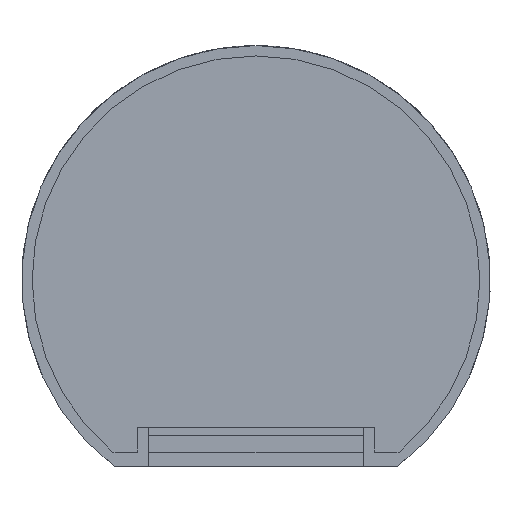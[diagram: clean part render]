
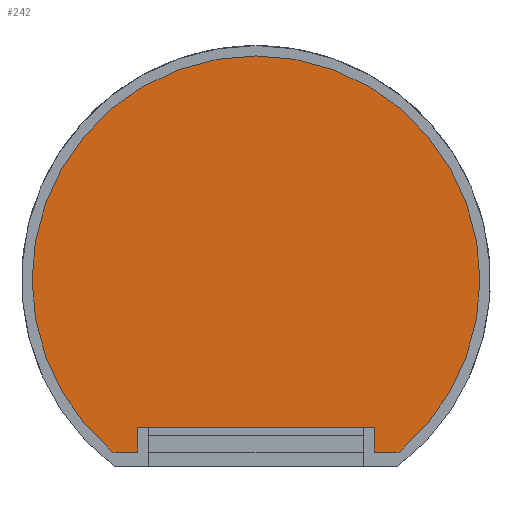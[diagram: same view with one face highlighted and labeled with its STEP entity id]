
A CAD part, front view. The second image highlights one B-rep face of the part: STEP entity #242.
In plain terms, the highlighted planar face has unit normal (0, -1, 0).
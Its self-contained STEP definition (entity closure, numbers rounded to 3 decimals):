
#32=CARTESIAN_POINT('',(11.4,-285.,-14.215));
#33=VERTEX_POINT('',#32);
#34=CARTESIAN_POINT('',(-11.4,-285.,-14.215));
#35=VERTEX_POINT('',#34);
#36=CARTESIAN_POINT('',(11.4,-285.,-14.215));
#37=DIRECTION('',(-1.,0.,0.));
#38=VECTOR('',#37,22.8);
#39=LINE('',#36,#38);
#40=EDGE_CURVE('',#33,#35,#39,.T.);
#72=CARTESIAN_POINT('',(11.4,-285.,-16.615));
#73=VERTEX_POINT('',#72);
#74=CARTESIAN_POINT('',(11.4,-285.,-14.215));
#75=DIRECTION('',(0.,0.,-1.));
#76=VECTOR('',#75,2.4);
#77=LINE('',#74,#76);
#78=EDGE_CURVE('',#33,#73,#77,.T.);
#103=CARTESIAN_POINT('',(13.802,-285.,-16.615));
#104=VERTEX_POINT('',#103);
#105=CARTESIAN_POINT('',(11.4,-285.,-16.615));
#106=DIRECTION('',(1.,0.,-0.));
#107=VECTOR('',#106,2.402);
#108=LINE('',#105,#107);
#109=EDGE_CURVE('',#73,#104,#108,.T.);
#134=CARTESIAN_POINT('',(-13.802,-285.,-16.615));
#135=VERTEX_POINT('',#134);
#136=CARTESIAN_POINT('',(-0.,-285.,-0.));
#137=DIRECTION('',(0.,-1.,0.));
#138=DIRECTION('',(0.,0.,-1.));
#139=AXIS2_PLACEMENT_3D('',#136,#137,#138);
#140=CIRCLE('',#139,21.6);
#141=EDGE_CURVE('',#104,#135,#140,.T.);
#167=CARTESIAN_POINT('',(-11.4,-285.,-16.615));
#168=VERTEX_POINT('',#167);
#169=CARTESIAN_POINT('',(-13.802,-285.,-16.615));
#170=DIRECTION('',(1.,0.,-0.));
#171=VECTOR('',#170,2.402);
#172=LINE('',#169,#171);
#173=EDGE_CURVE('',#135,#168,#172,.T.);
#198=CARTESIAN_POINT('',(-11.4,-285.,-14.215));
#199=DIRECTION('',(0.,0.,-1.));
#200=VECTOR('',#199,2.4);
#201=LINE('',#198,#200);
#202=EDGE_CURVE('',#35,#168,#201,.T.);
#229=CARTESIAN_POINT('',(0.,-285.,0.));
#230=DIRECTION('',(0.,-1.,0.));
#231=DIRECTION('',(0.,0.,-1.));
#232=AXIS2_PLACEMENT_3D('',#229,#230,#231);
#233=PLANE('',#232);
#234=ORIENTED_EDGE('',*,*,#40,.F.);
#235=ORIENTED_EDGE('',*,*,#78,.T.);
#236=ORIENTED_EDGE('',*,*,#109,.T.);
#237=ORIENTED_EDGE('',*,*,#141,.T.);
#238=ORIENTED_EDGE('',*,*,#173,.T.);
#239=ORIENTED_EDGE('',*,*,#202,.F.);
#240=EDGE_LOOP('',(#234,#235,#236,#237,#238,#239));
#241=FACE_BOUND('',#240,.T.);
#242=ADVANCED_FACE('',(#241),#233,.T.);
